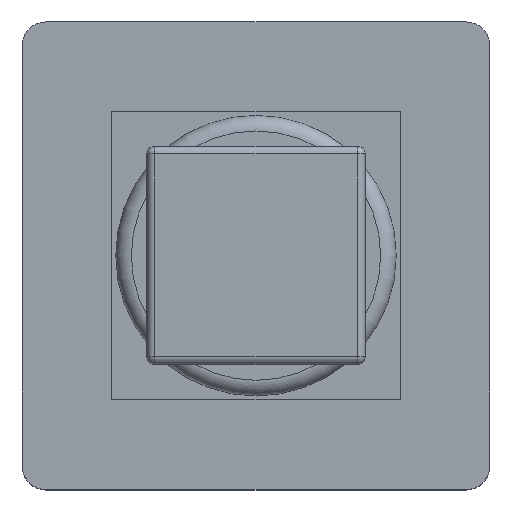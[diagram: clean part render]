
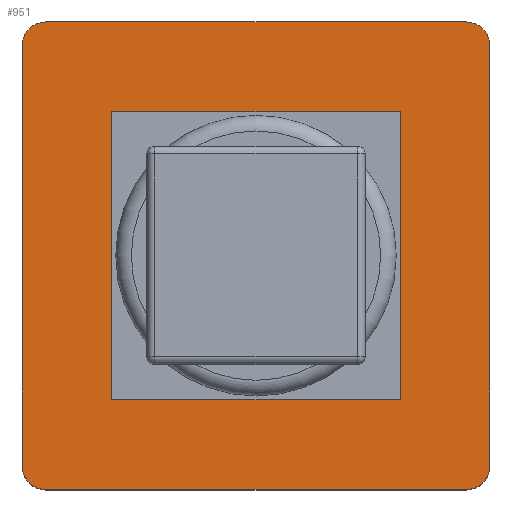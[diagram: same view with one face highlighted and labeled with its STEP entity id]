
A CAD part, top view. The second image highlights one B-rep face of the part: STEP entity #951.
In plain terms, the highlighted planar face has unit normal (0, 0, 1).
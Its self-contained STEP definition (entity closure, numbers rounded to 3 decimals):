
#22=FACE_BOUND('',#194,.T.);
#41=CIRCLE('',#1031,0.3);
#43=CIRCLE('',#1035,0.3);
#45=CIRCLE('',#1039,0.3);
#47=CIRCLE('',#1043,0.3);
#131=FACE_OUTER_BOUND('',#193,.T.);
#193=EDGE_LOOP('',(#723,#724,#725,#726,#727,#728,#729,#730));
#194=EDGE_LOOP('',(#731,#732,#733,#734));
#253=LINE('',#1490,#338);
#257=LINE('',#1498,#342);
#260=LINE('',#1504,#345);
#263=LINE('',#1509,#348);
#268=LINE('',#1524,#353);
#272=LINE('',#1536,#357);
#276=LINE('',#1548,#361);
#280=LINE('',#1558,#365);
#338=VECTOR('',#1177,10.);
#342=VECTOR('',#1183,10.);
#345=VECTOR('',#1188,10.);
#348=VECTOR('',#1193,10.);
#353=VECTOR('',#1206,10.);
#357=VECTOR('',#1218,10.);
#361=VECTOR('',#1230,10.);
#365=VECTOR('',#1242,10.);
#423=VERTEX_POINT('',#1488);
#424=VERTEX_POINT('',#1489);
#427=VERTEX_POINT('',#1497);
#429=VERTEX_POINT('',#1503);
#433=VERTEX_POINT('',#1515);
#434=VERTEX_POINT('',#1517);
#436=VERTEX_POINT('',#1523);
#438=VERTEX_POINT('',#1529);
#440=VERTEX_POINT('',#1535);
#442=VERTEX_POINT('',#1541);
#444=VERTEX_POINT('',#1547);
#446=VERTEX_POINT('',#1553);
#514=EDGE_CURVE('',#423,#424,#253,.T.);
#518=EDGE_CURVE('',#427,#423,#257,.T.);
#521=EDGE_CURVE('',#429,#427,#260,.T.);
#524=EDGE_CURVE('',#424,#429,#263,.T.);
#528=EDGE_CURVE('',#434,#433,#41,.T.);
#531=EDGE_CURVE('',#436,#434,#268,.T.);
#534=EDGE_CURVE('',#438,#436,#43,.T.);
#537=EDGE_CURVE('',#440,#438,#272,.T.);
#540=EDGE_CURVE('',#442,#440,#45,.T.);
#543=EDGE_CURVE('',#444,#442,#276,.T.);
#546=EDGE_CURVE('',#446,#444,#47,.T.);
#549=EDGE_CURVE('',#433,#446,#280,.T.);
#723=ORIENTED_EDGE('',*,*,#549,.T.);
#724=ORIENTED_EDGE('',*,*,#546,.T.);
#725=ORIENTED_EDGE('',*,*,#543,.T.);
#726=ORIENTED_EDGE('',*,*,#540,.T.);
#727=ORIENTED_EDGE('',*,*,#537,.T.);
#728=ORIENTED_EDGE('',*,*,#534,.T.);
#729=ORIENTED_EDGE('',*,*,#531,.T.);
#730=ORIENTED_EDGE('',*,*,#528,.T.);
#731=ORIENTED_EDGE('',*,*,#514,.T.);
#732=ORIENTED_EDGE('',*,*,#524,.T.);
#733=ORIENTED_EDGE('',*,*,#521,.T.);
#734=ORIENTED_EDGE('',*,*,#518,.T.);
#915=PLANE('',#1045);
#951=ADVANCED_FACE('',(#131,#22),#915,.T.);
#1031=AXIS2_PLACEMENT_3D('',#1518,#1200,#1201);
#1035=AXIS2_PLACEMENT_3D('',#1530,#1212,#1213);
#1039=AXIS2_PLACEMENT_3D('',#1542,#1224,#1225);
#1043=AXIS2_PLACEMENT_3D('',#1554,#1236,#1237);
#1045=AXIS2_PLACEMENT_3D('',#1559,#1243,#1244);
#1177=DIRECTION('',(0.,-1.,0.));
#1183=DIRECTION('',(1.,0.,0.));
#1188=DIRECTION('',(0.,1.,0.));
#1193=DIRECTION('',(-1.,0.,0.));
#1200=DIRECTION('center_axis',(0.,0.,1.));
#1201=DIRECTION('ref_axis',(0.,-1.,0.));
#1206=DIRECTION('',(1.,0.,0.));
#1212=DIRECTION('center_axis',(0.,0.,1.));
#1213=DIRECTION('ref_axis',(-1.,0.,0.));
#1218=DIRECTION('',(0.,-1.,0.));
#1224=DIRECTION('center_axis',(0.,0.,1.));
#1225=DIRECTION('ref_axis',(0.,1.,0.));
#1230=DIRECTION('',(-1.,0.,0.));
#1236=DIRECTION('center_axis',(0.,0.,1.));
#1237=DIRECTION('ref_axis',(1.,0.,0.));
#1242=DIRECTION('',(0.,1.,0.));
#1243=DIRECTION('center_axis',(0.,0.,1.));
#1244=DIRECTION('ref_axis',(1.,0.,0.));
#1488=CARTESIAN_POINT('',(1.85,1.85,3.6));
#1489=CARTESIAN_POINT('',(1.85,-1.85,3.6));
#1490=CARTESIAN_POINT('',(1.85,0.925,3.6));
#1497=CARTESIAN_POINT('',(-1.85,1.85,3.6));
#1498=CARTESIAN_POINT('',(-0.925,1.85,3.6));
#1503=CARTESIAN_POINT('',(-1.85,-1.85,3.6));
#1504=CARTESIAN_POINT('',(-1.85,-0.925,3.6));
#1509=CARTESIAN_POINT('',(0.925,-1.85,3.6));
#1515=CARTESIAN_POINT('',(3.,-2.7,3.6));
#1517=CARTESIAN_POINT('',(2.7,-3.,3.6));
#1518=CARTESIAN_POINT('Origin',(2.7,-2.7,3.6));
#1523=CARTESIAN_POINT('',(-2.7,-3.,3.6));
#1524=CARTESIAN_POINT('',(-1.35,-3.,3.6));
#1529=CARTESIAN_POINT('',(-3.,-2.7,3.6));
#1530=CARTESIAN_POINT('Origin',(-2.7,-2.7,3.6));
#1535=CARTESIAN_POINT('',(-3.,2.7,3.6));
#1536=CARTESIAN_POINT('',(-3.,1.35,3.6));
#1541=CARTESIAN_POINT('',(-2.7,3.,3.6));
#1542=CARTESIAN_POINT('Origin',(-2.7,2.7,3.6));
#1547=CARTESIAN_POINT('',(2.7,3.,3.6));
#1548=CARTESIAN_POINT('',(1.35,3.,3.6));
#1553=CARTESIAN_POINT('',(3.,2.7,3.6));
#1554=CARTESIAN_POINT('Origin',(2.7,2.7,3.6));
#1558=CARTESIAN_POINT('',(3.,-1.35,3.6));
#1559=CARTESIAN_POINT('Origin',(0.,0.,3.6));
